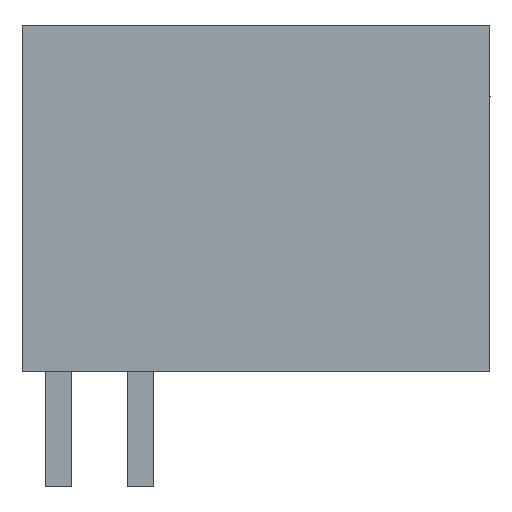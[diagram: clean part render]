
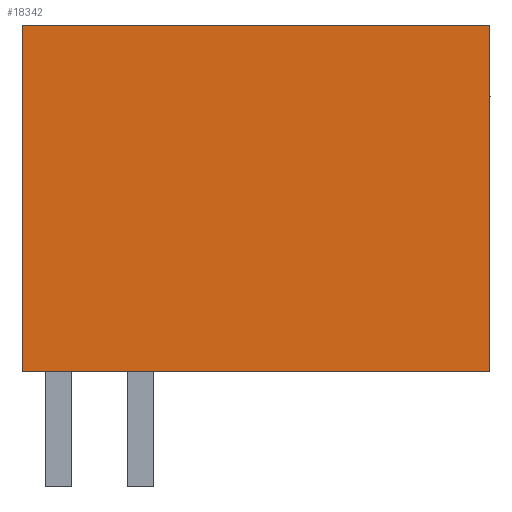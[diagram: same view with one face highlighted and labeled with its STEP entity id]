
A CAD part, left-side view. The second image highlights one B-rep face of the part: STEP entity #18342.
In plain terms, the highlighted planar face has unit normal (-1, 0, 0).
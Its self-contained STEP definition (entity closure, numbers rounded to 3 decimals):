
#18322=AXIS2_PLACEMENT_3D('Plane Axis2P3D',#18319,#18320,#18321) ;
#5012=CARTESIAN_POINT('Vertex',(0.,0.,14.)) ;
#5015=CARTESIAN_POINT('Line Origine',(0.,0.,8.75)) ;
#5019=CARTESIAN_POINT('Vertex',(0.,0.,3.5)) ;
#16348=CARTESIAN_POINT('Line Origine',(0.,7.1,14.)) ;
#16352=CARTESIAN_POINT('Vertex',(0.,14.2,14.)) ;
#18319=CARTESIAN_POINT('Axis2P3D Location',(0.,14.2,0.)) ;
#18324=CARTESIAN_POINT('Line Origine',(0.,7.1,3.5)) ;
#18328=CARTESIAN_POINT('Vertex',(0.,14.2,3.5)) ;
#18331=CARTESIAN_POINT('Line Origine',(0.,14.2,8.75)) ;
#5016=DIRECTION('Vector Direction',(0.,0.,-1.)) ;
#16349=DIRECTION('Vector Direction',(0.,-1.,0.)) ;
#18320=DIRECTION('Axis2P3D Direction',(-1.,0.,0.)) ;
#18321=DIRECTION('Axis2P3D XDirection',(0.,-1.,0.)) ;
#18325=DIRECTION('Vector Direction',(0.,-1.,0.)) ;
#18332=DIRECTION('Vector Direction',(0.,0.,-1.)) ;
#5017=VECTOR('Line Direction',#5016,1.) ;
#16350=VECTOR('Line Direction',#16349,1.) ;
#18326=VECTOR('Line Direction',#18325,1.) ;
#18333=VECTOR('Line Direction',#18332,1.) ;
#18337=ORIENTED_EDGE('',*,*,#18330,.T.) ;
#18338=ORIENTED_EDGE('',*,*,#5021,.T.) ;
#18339=ORIENTED_EDGE('',*,*,#16354,.T.) ;
#18340=ORIENTED_EDGE('',*,*,#18335,.T.) ;
#18342=ADVANCED_FACE('HOUSING',(#18341),#18323,.T.) ;
#5021=EDGE_CURVE('',#5020,#5013,#5018,.F.) ;
#16354=EDGE_CURVE('',#5013,#16353,#16351,.F.) ;
#18330=EDGE_CURVE('',#18329,#5020,#18327,.T.) ;
#18335=EDGE_CURVE('',#16353,#18329,#18334,.T.) ;
#18336=EDGE_LOOP('',(#18337,#18338,#18339,#18340)) ;
#18341=FACE_OUTER_BOUND('',#18336,.T.) ;
#5018=LINE('Line',#5015,#5017) ;
#16351=LINE('Line',#16348,#16350) ;
#18327=LINE('Line',#18324,#18326) ;
#18334=LINE('Line',#18331,#18333) ;
#18323=PLANE('',#18322) ;
#5013=VERTEX_POINT('',#5012) ;
#5020=VERTEX_POINT('',#5019) ;
#16353=VERTEX_POINT('',#16352) ;
#18329=VERTEX_POINT('',#18328) ;
